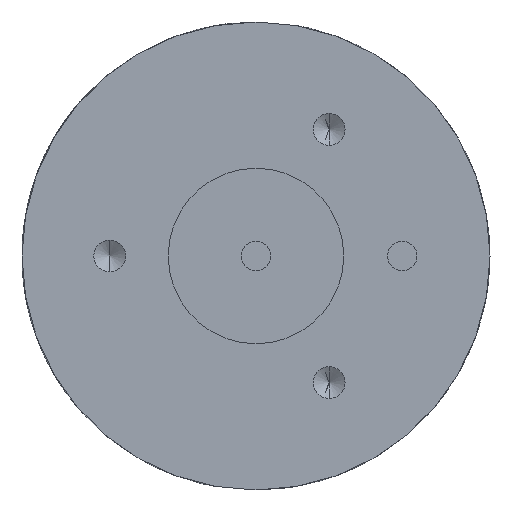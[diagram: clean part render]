
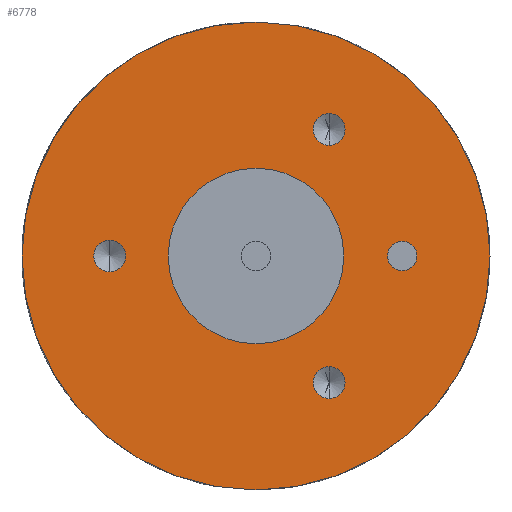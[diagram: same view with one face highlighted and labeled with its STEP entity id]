
A CAD part, front view. The second image highlights one B-rep face of the part: STEP entity #6778.
In plain terms, the highlighted planar face has unit normal (0, -1, 0).
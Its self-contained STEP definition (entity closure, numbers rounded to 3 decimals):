
#205 = DIRECTION ( 'NONE',  ( 0., 0., 1. ) ) ;
#206 = DIRECTION ( 'NONE',  ( 0., 1., 0. ) ) ;
#208 = CARTESIAN_POINT ( 'NONE',  ( 15.875, 0., 0. ) ) ;
#209 = AXIS2_PLACEMENT_3D ( 'NONE', #208, #206, #205 ) ;
#214 = CIRCLE ( 'NONE', #209, 1.594 ) ;
#238 = CARTESIAN_POINT ( 'NONE',  ( 0., 0., -9.525 ) ) ;
#258 = CARTESIAN_POINT ( 'NONE',  ( 15.875, 0., -1.594 ) ) ;
#259 = CARTESIAN_POINT ( 'NONE',  ( 15.875, 0., 1.594 ) ) ;
#5546 = DIRECTION ( 'NONE',  ( 0., 0., 1. ) ) ;
#5547 = AXIS2_PLACEMENT_3D ( 'NONE', #5548, #5549, #5546 ) ;
#5548 = CARTESIAN_POINT ( 'NONE',  ( 0., 0., 0. ) ) ;
#5549 = DIRECTION ( 'NONE',  ( 0., 1., 0. ) ) ;
#5551 = CIRCLE ( 'NONE', #5547, 9.525 ) ;
#5575 = CIRCLE ( 'NONE', #5676, 1.727 ) ;
#5579 = AXIS2_PLACEMENT_3D ( 'NONE', #5674, #5673, #5672 ) ;
#5581 = CIRCLE ( 'NONE', #5579, 1.727 ) ;
#5667 = DIRECTION ( 'NONE',  ( 0., 0., -1. ) ) ;
#5668 = DIRECTION ( 'NONE',  ( 0., -1., 0. ) ) ;
#5669 = CARTESIAN_POINT ( 'NONE',  ( -15.875, 0., 0. ) ) ;
#5672 = DIRECTION ( 'NONE',  ( 0., 0., -1. ) ) ;
#5673 = DIRECTION ( 'NONE',  ( 0., -1., 0. ) ) ;
#5674 = CARTESIAN_POINT ( 'NONE',  ( 7.938, 0., 13.748 ) ) ;
#5676 = AXIS2_PLACEMENT_3D ( 'NONE', #5669, #5668, #5667 ) ;
#5783 = CARTESIAN_POINT ( 'NONE',  ( 0., 0., 9.525 ) ) ;
#5959 = CARTESIAN_POINT ( 'NONE',  ( 7.938, 0., 12.021 ) ) ;
#5960 = CARTESIAN_POINT ( 'NONE',  ( -15.875, 0., -1.727 ) ) ;
#5961 = CIRCLE ( 'NONE', #5992, 1.727 ) ;
#5967 = DIRECTION ( 'NONE',  ( 0., 0., -1. ) ) ;
#5968 = DIRECTION ( 'NONE',  ( 0., -1., 0. ) ) ;
#5969 = CARTESIAN_POINT ( 'NONE',  ( -15.875, 0., 0. ) ) ;
#5970 = CIRCLE ( 'NONE', #5979, 1.727 ) ;
#5973 = CARTESIAN_POINT ( 'NONE',  ( -15.875, 0., 1.727 ) ) ;
#5979 = AXIS2_PLACEMENT_3D ( 'NONE', #5969, #5968, #5967 ) ;
#5987 = DIRECTION ( 'NONE',  ( 0., 0., -1. ) ) ;
#5988 = DIRECTION ( 'NONE',  ( 0., -1., 0. ) ) ;
#5992 = AXIS2_PLACEMENT_3D ( 'NONE', #5998, #5988, #5987 ) ;
#5998 = CARTESIAN_POINT ( 'NONE',  ( 7.938, 0., 13.748 ) ) ;
#6010 = CARTESIAN_POINT ( 'NONE',  ( 7.938, 0., 15.475 ) ) ;
#6021 = DIRECTION ( 'NONE',  ( 0., 0., -1. ) ) ;
#6022 = DIRECTION ( 'NONE',  ( 0., -1., 0. ) ) ;
#6023 = CARTESIAN_POINT ( 'NONE',  ( 7.938, 0., -13.748 ) ) ;
#6024 = AXIS2_PLACEMENT_3D ( 'NONE', #6023, #6022, #6021 ) ;
#6025 = CARTESIAN_POINT ( 'NONE',  ( 7.938, 0., -12.021 ) ) ;
#6032 = CIRCLE ( 'NONE', #6024, 1.727 ) ;
#6117 = AXIS2_PLACEMENT_3D ( 'NONE', #6172, #6194, #6193 ) ;
#6119 = CARTESIAN_POINT ( 'NONE',  ( 7.938, 0., -15.475 ) ) ;
#6171 = CIRCLE ( 'NONE', #6117, 25.4 ) ;
#6172 = CARTESIAN_POINT ( 'NONE',  ( 0., 0., 0. ) ) ;
#6191 = CARTESIAN_POINT ( 'NONE',  ( 0., 0., 25.4 ) ) ;
#6192 = CARTESIAN_POINT ( 'NONE',  ( 0., 0., -25.4 ) ) ;
#6193 = DIRECTION ( 'NONE',  ( 0., 0., 1. ) ) ;
#6194 = DIRECTION ( 'NONE',  ( 0., 1., 0. ) ) ;
#6245 = DIRECTION ( 'NONE',  ( 0., 0., 1. ) ) ;
#6246 = DIRECTION ( 'NONE',  ( 0., 1., 0. ) ) ;
#6247 = CARTESIAN_POINT ( 'NONE',  ( 0., 0., 0. ) ) ;
#6248 = AXIS2_PLACEMENT_3D ( 'NONE', #6247, #6246, #6245 ) ;
#6250 = CIRCLE ( 'NONE', #6248, 25.4 ) ;
#6528 = FACE_OUTER_BOUND ( 'NONE', #6761, .T. ) ;
#6532 = FACE_BOUND ( 'NONE', #6759, .T. ) ;
#6571 = AXIS2_PLACEMENT_3D ( 'NONE', #6578, #6631, #6630 ) ;
#6572 = FACE_BOUND ( 'NONE', #6806, .T. ) ;
#6573 = FACE_BOUND ( 'NONE', #6777, .T. ) ;
#6576 = PLANE ( 'NONE',  #6571 ) ;
#6577 = FACE_BOUND ( 'NONE', #6770, .T. ) ;
#6578 = CARTESIAN_POINT ( 'NONE',  ( 0., 0., 0. ) ) ;
#6579 = FACE_BOUND ( 'NONE', #6750, .T. ) ;
#6608 = DIRECTION ( 'NONE',  ( 0., 0., 1. ) ) ;
#6609 = DIRECTION ( 'NONE',  ( 0., 1., 0. ) ) ;
#6610 = CARTESIAN_POINT ( 'NONE',  ( 0., 0., 0. ) ) ;
#6612 = AXIS2_PLACEMENT_3D ( 'NONE', #6610, #6609, #6608 ) ;
#6613 = CIRCLE ( 'NONE', #6612, 9.525 ) ;
#6615 = DIRECTION ( 'NONE',  ( 0., 0., 1. ) ) ;
#6616 = DIRECTION ( 'NONE',  ( 0., 1., 0. ) ) ;
#6617 = CARTESIAN_POINT ( 'NONE',  ( 15.875, 0., 0. ) ) ;
#6619 = CIRCLE ( 'NONE', #6636, 1.594 ) ;
#6620 = DIRECTION ( 'NONE',  ( 0., 0., -1. ) ) ;
#6621 = DIRECTION ( 'NONE',  ( 0., -1., 0. ) ) ;
#6622 = CARTESIAN_POINT ( 'NONE',  ( 7.938, 0., -13.748 ) ) ;
#6623 = AXIS2_PLACEMENT_3D ( 'NONE', #6622, #6621, #6620 ) ;
#6624 = CIRCLE ( 'NONE', #6623, 1.727 ) ;
#6630 = DIRECTION ( 'NONE',  ( 0., 0., 1. ) ) ;
#6631 = DIRECTION ( 'NONE',  ( 0., 1., 0. ) ) ;
#6636 = AXIS2_PLACEMENT_3D ( 'NONE', #6617, #6616, #6615 ) ;
#6750 = EDGE_LOOP ( 'NONE', ( #7076, #7160 ) ) ;
#6751 = ORIENTED_EDGE ( 'NONE', *, *, #7075, .F. ) ;
#6758 = ORIENTED_EDGE ( 'NONE', *, *, #7610, .F. ) ;
#6759 = EDGE_LOOP ( 'NONE', ( #6784, #6776 ) ) ;
#6761 = EDGE_LOOP ( 'NONE', ( #6758, #6781 ) ) ;
#6770 = EDGE_LOOP ( 'NONE', ( #6779, #6816 ) ) ;
#6776 = ORIENTED_EDGE ( 'NONE', *, *, #7575, .F. ) ;
#6777 = EDGE_LOOP ( 'NONE', ( #6751, #6807 ) ) ;
#6778 = ADVANCED_FACE ( 'NONE', ( #6577, #6528, #6532, #6579, #6573, #6572 ), #6576, .F. ) ;
#6779 = ORIENTED_EDGE ( 'NONE', *, *, #7743, .T. ) ;
#6781 = ORIENTED_EDGE ( 'NONE', *, *, #7601, .F. ) ;
#6782 = EDGE_CURVE ( 'NONE', #7590, #7577, #6624, .T. ) ;
#6783 = EDGE_CURVE ( 'NONE', #7746, #7748, #6619, .T. ) ;
#6784 = ORIENTED_EDGE ( 'NONE', *, *, #6782, .F. ) ;
#6803 = ORIENTED_EDGE ( 'NONE', *, *, #6811, .T. ) ;
#6806 = EDGE_LOOP ( 'NONE', ( #7174, #6803 ) ) ;
#6807 = ORIENTED_EDGE ( 'NONE', *, *, #7290, .F. ) ;
#6811 = EDGE_CURVE ( 'NONE', #7658, #7759, #6613, .T. ) ;
#6816 = ORIENTED_EDGE ( 'NONE', *, *, #6783, .T. ) ;
#7070 = EDGE_CURVE ( 'NONE', #7553, #7556, #5581, .T. ) ;
#7075 = EDGE_CURVE ( 'NONE', #7300, #7292, #5575, .T. ) ;
#7076 = ORIENTED_EDGE ( 'NONE', *, *, #7070, .F. ) ;
#7160 = ORIENTED_EDGE ( 'NONE', *, *, #7562, .F. ) ;
#7174 = ORIENTED_EDGE ( 'NONE', *, *, #7654, .T. ) ;
#7290 = EDGE_CURVE ( 'NONE', #7292, #7300, #5970, .T. ) ;
#7292 = VERTEX_POINT ( 'NONE', #5973 ) ;
#7300 = VERTEX_POINT ( 'NONE', #5960 ) ;
#7553 = VERTEX_POINT ( 'NONE', #5959 ) ;
#7556 = VERTEX_POINT ( 'NONE', #6010 ) ;
#7562 = EDGE_CURVE ( 'NONE', #7556, #7553, #5961, .T. ) ;
#7575 = EDGE_CURVE ( 'NONE', #7577, #7590, #6032, .T. ) ;
#7577 = VERTEX_POINT ( 'NONE', #6025 ) ;
#7590 = VERTEX_POINT ( 'NONE', #6119 ) ;
#7601 = EDGE_CURVE ( 'NONE', #7606, #7604, #6171, .T. ) ;
#7604 = VERTEX_POINT ( 'NONE', #6192 ) ;
#7606 = VERTEX_POINT ( 'NONE', #6191 ) ;
#7610 = EDGE_CURVE ( 'NONE', #7604, #7606, #6250, .T. ) ;
#7654 = EDGE_CURVE ( 'NONE', #7759, #7658, #5551, .T. ) ;
#7658 = VERTEX_POINT ( 'NONE', #5783 ) ;
#7743 = EDGE_CURVE ( 'NONE', #7748, #7746, #214, .T. ) ;
#7746 = VERTEX_POINT ( 'NONE', #259 ) ;
#7748 = VERTEX_POINT ( 'NONE', #258 ) ;
#7759 = VERTEX_POINT ( 'NONE', #238 ) ;
